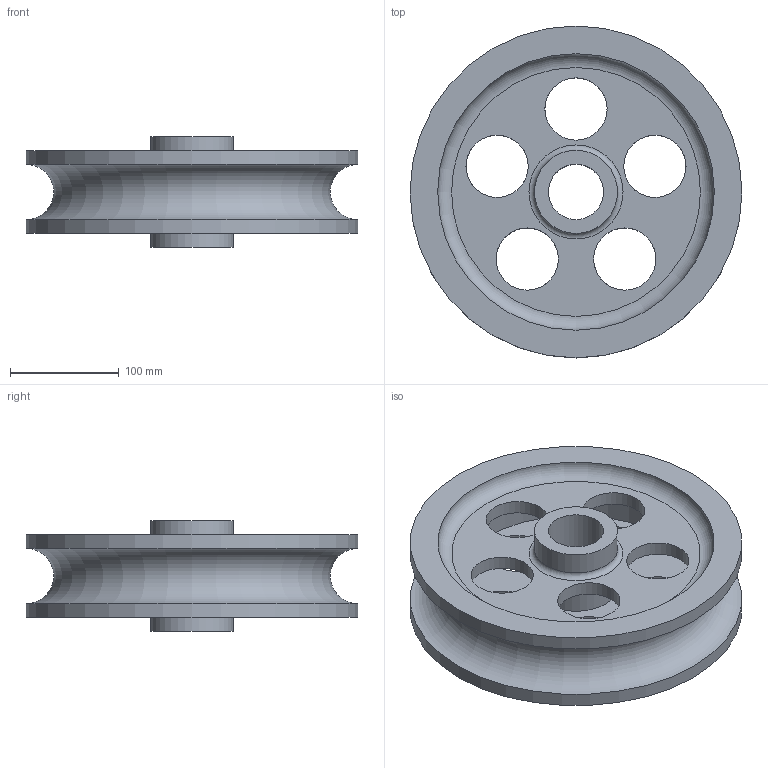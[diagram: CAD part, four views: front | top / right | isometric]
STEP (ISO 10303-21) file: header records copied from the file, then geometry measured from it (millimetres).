
FILE_DESCRIPTION( ( '' ), ' ' );
FILE_NAME( '59f8f187198fd80f13d06909.step', '2017-10-31T21:56:23', ( '' ), ( '' ), ' ', ' ', ' ' );
FILE_SCHEMA( ( 'AUTOMOTIVE_DESIGN { 1 0 10303 214 1 1 1 1 }' ) );
Length unit declared in the file: metre
Products named in the file (1): Trolley Pulley
Bounding box: 304.8 x 304.8 x 101.6 mm (x, y, z)
Volume: 2201231.3 mm3; surface area: 342068.2 mm2
Topology: 1 solids, 1 shells, 30 faces, 69 edges, 47 vertices
Faces by surface type: cylinder 17, plane 8, torus 5
Full cylindrical faces by diameter (mm): 50.8 x1, 57.15 x10, 76.2 x3, 228.6 x1, 304.8 x2
Entity records: 1004 total; most frequent: DIRECTION 142, CARTESIAN_POINT 111, EDGE_LOOP 80, ORIENTED_EDGE 80, AXIS2_PLACEMENT_3D 71, FACE_OUTER_BOUND 52, EDGE_CURVE 40, VERTEX_POINT 40
